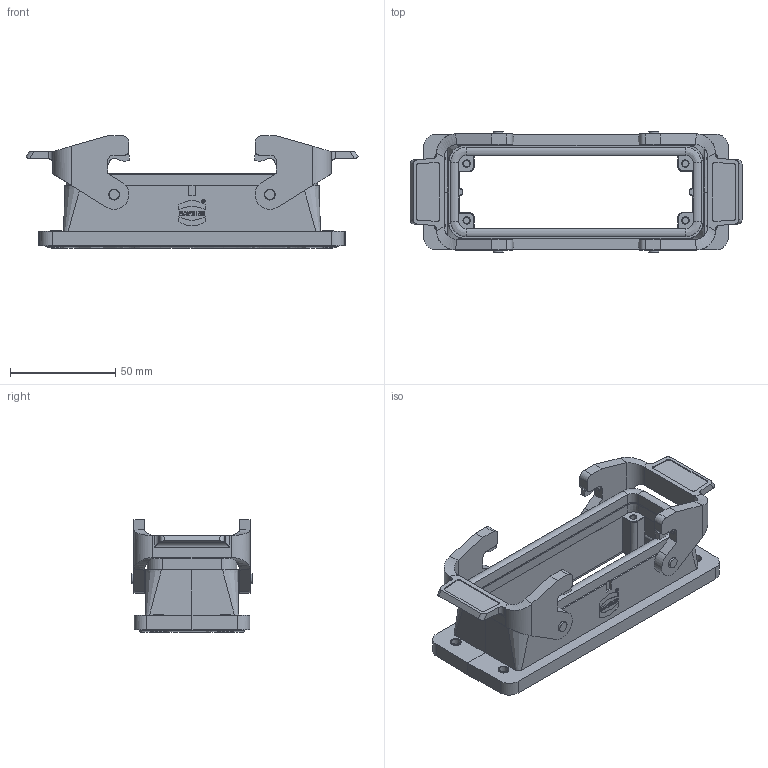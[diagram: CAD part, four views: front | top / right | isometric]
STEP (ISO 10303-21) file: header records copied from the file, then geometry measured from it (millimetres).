
FILE_DESCRIPTION(/* description */ (''),/* implementation_level */ '2;1');
FILE_NAME(/* name */ '100827229ugm000_c.stp',/* time_stamp */ '2020-03-23T09:18:19+01:00',/* author */ (''),/* organization */ (''),/* preprocessor_version */ 'ST-DEVELOPER v16.7',/* originating_system */ 'SIEMENS PLM Software NX 12.0',/* authorisation */ '');
FILE_SCHEMA (('AUTOMOTIVE_DESIGN { 1 0 10303 214 3 1 1 1 }'));
Length unit declared in the file: millimetre
Products named in the file (1): 100827229ugm000_c
Bounding box: 157.88 x 57.2 x 53.5 mm (x, y, z)
Volume: 87909.7 mm3; surface area: 44077.5 mm2
Topology: 3 solids, 3 shells, 500 faces, 1411 edges, 1050 vertices
Faces by surface type: plane 334, cylinder 129, bspline 21, cone 10, torus 4, extrusion 2
Full cylindrical faces by diameter (mm): 1.366 x1, 1.615 x1, 3 x8, 3.55 x2, 4.1 x4, 5.1 x4, 5.13 x4
Entity records: 22990 total; most frequent: CARTESIAN_POINT 7509, ORIENTED_EDGE 2530, DIRECTION 2489, EDGE_CURVE 1265, VECTOR 949, LINE 947, VERTEX_POINT 851, AXIS2_PLACEMENT_3D 770
